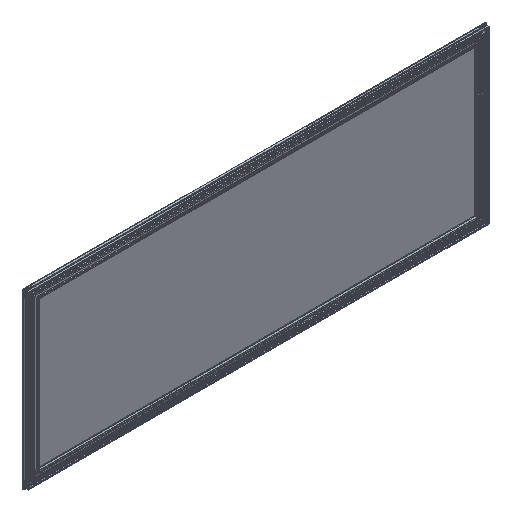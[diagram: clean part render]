
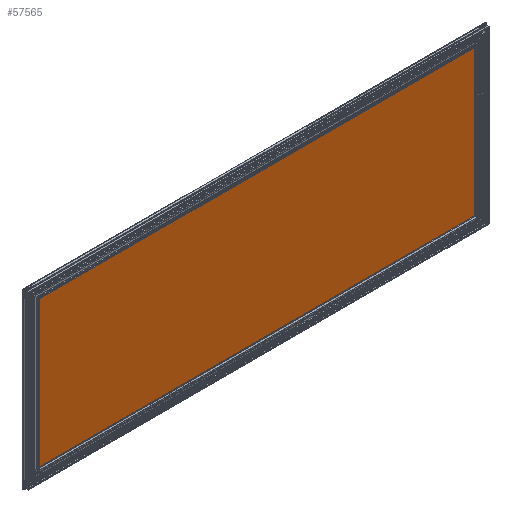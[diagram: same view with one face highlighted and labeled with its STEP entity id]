
A CAD part, isometric view. The second image highlights one B-rep face of the part: STEP entity #57565.
In plain terms, the highlighted planar face has unit normal (0, -1, 0).
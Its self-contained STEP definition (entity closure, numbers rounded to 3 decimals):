
#2205 = CARTESIAN_POINT ( 'NONE',  ( -61.704, 0.069, 10.594 ) ) ;
#2971 = VERTEX_POINT ( 'NONE', #49215 ) ;
#6934 = VECTOR ( 'NONE', #13852, 39.37 ) ;
#8097 = VERTEX_POINT ( 'NONE', #2205 ) ;
#8146 = EDGE_LOOP ( 'NONE', ( #14421, #55368, #27633, #56547 ) ) ;
#8590 = PLANE ( 'NONE',  #45464 ) ;
#13852 = DIRECTION ( 'NONE',  ( 0., 0., 1. ) ) ;
#14421 = ORIENTED_EDGE ( 'NONE', *, *, #40653, .F. ) ;
#15133 = LINE ( 'NONE', #43496, #6934 ) ;
#15332 = VECTOR ( 'NONE', #37121, 39.37 ) ;
#17429 = VECTOR ( 'NONE', #24778, 39.37 ) ;
#21655 = VERTEX_POINT ( 'NONE', #48448 ) ;
#22933 = CARTESIAN_POINT ( 'NONE',  ( -31.11, 0.069, 0. ) ) ;
#23237 = DIRECTION ( 'NONE',  ( 0., 1., 0. ) ) ;
#24778 = DIRECTION ( 'NONE',  ( -1., 0., 0. ) ) ;
#25026 = LINE ( 'NONE', #63718, #61808 ) ;
#26134 = CARTESIAN_POINT ( 'NONE',  ( -0.517, 0.069, -10.594 ) ) ;
#27633 = ORIENTED_EDGE ( 'NONE', *, *, #56510, .F. ) ;
#28445 = FACE_OUTER_BOUND ( 'NONE', #8146, .T. ) ;
#30281 = LINE ( 'NONE', #50117, #17429 ) ;
#35879 = VERTEX_POINT ( 'NONE', #26134 ) ;
#37121 = DIRECTION ( 'NONE',  ( 1., 0., 0. ) ) ;
#40653 = EDGE_CURVE ( 'NONE', #2971, #35879, #25026, .T. ) ;
#43496 = CARTESIAN_POINT ( 'NONE',  ( -61.704, 0.069, 0. ) ) ;
#44231 = DIRECTION ( 'NONE',  ( 0., 0., -1. ) ) ;
#45464 = AXIS2_PLACEMENT_3D ( 'NONE', #22933, #23237, #62594 ) ;
#46879 = EDGE_CURVE ( 'NONE', #35879, #21655, #30281, .T. ) ;
#48448 = CARTESIAN_POINT ( 'NONE',  ( -61.704, 0.069, -10.594 ) ) ;
#49215 = CARTESIAN_POINT ( 'NONE',  ( -0.517, 0.069, 10.594 ) ) ;
#50117 = CARTESIAN_POINT ( 'NONE',  ( -31.11, 0.069, -10.594 ) ) ;
#55368 = ORIENTED_EDGE ( 'NONE', *, *, #58421, .F. ) ;
#56510 = EDGE_CURVE ( 'NONE', #21655, #8097, #15133, .T. ) ;
#56547 = ORIENTED_EDGE ( 'NONE', *, *, #46879, .F. ) ;
#57244 = LINE ( 'NONE', #62456, #15332 ) ;
#57565 = ADVANCED_FACE ( 'NONE', ( #28445 ), #8590, .F. ) ;
#58421 = EDGE_CURVE ( 'NONE', #8097, #2971, #57244, .T. ) ;
#61808 = VECTOR ( 'NONE', #44231, 39.37 ) ;
#62456 = CARTESIAN_POINT ( 'NONE',  ( -31.11, 0.069, 10.594 ) ) ;
#62594 = DIRECTION ( 'NONE',  ( 0., 0., 1. ) ) ;
#63718 = CARTESIAN_POINT ( 'NONE',  ( -0.517, 0.069, 0. ) ) ;
